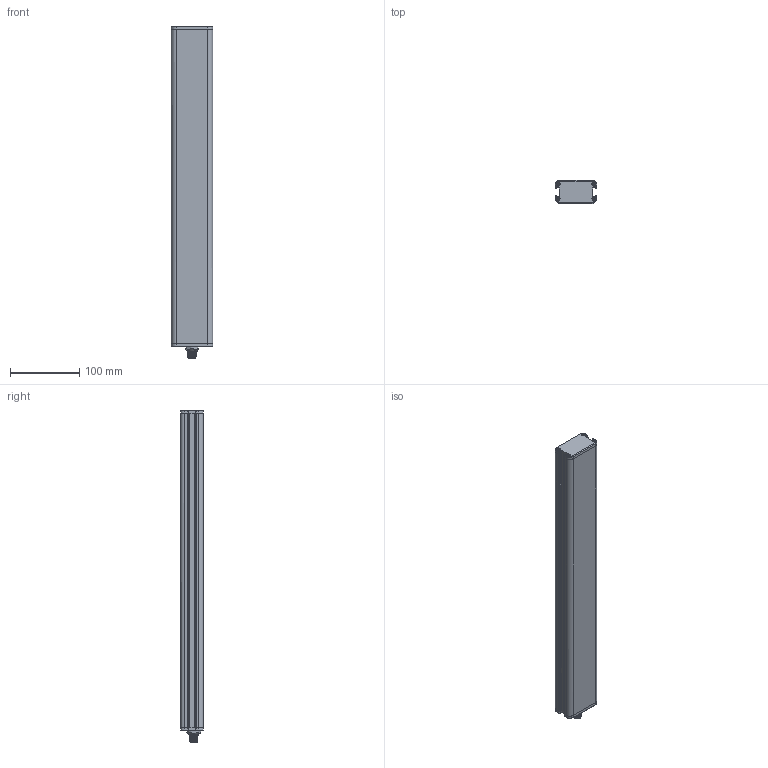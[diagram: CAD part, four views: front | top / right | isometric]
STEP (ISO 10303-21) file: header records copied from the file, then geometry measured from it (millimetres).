
FILE_DESCRIPTION((''),'2;1');
FILE_NAME('142115_SM01_ASM','2022-11-02T13:45:31',('PDMAdmin'),('BANNER ENGINEERING'),'CREO PARAMETRIC BY PTC INC, 2019292','CREO PARAMETRIC BY PTC INC, 2019292','');
FILE_SCHEMA(('CONFIG_CONTROL_DESIGN'));
Products named in the file (2): 142115_EP01; 142115_SM01_ASM
Assembly tree (1 placements, depth 2):
  142115_SM01_ASM
    142115_EP01
Bounding box: 59.4 x 32.6 x 478.16 mm (x, y, z)
Volume: 762646.5 mm3; surface area: 118671.2 mm2
Topology: 1 solids, 1 shells, 1110 faces, 3841 edges, 2516 vertices
Faces by surface type: plane 497, cylinder 483, bspline 96, torus 16, cone 10, sphere 8
Entity records: 81945 total; most frequent: CARTESIAN_POINT 49908, ORIENTED_EDGE 7682, DIRECTION 5645, EDGE_CURVE 3841, VERTEX_POINT 2516, VECTOR 2293, LINE 2293, AXIS2_PLACEMENT_3D 1676
